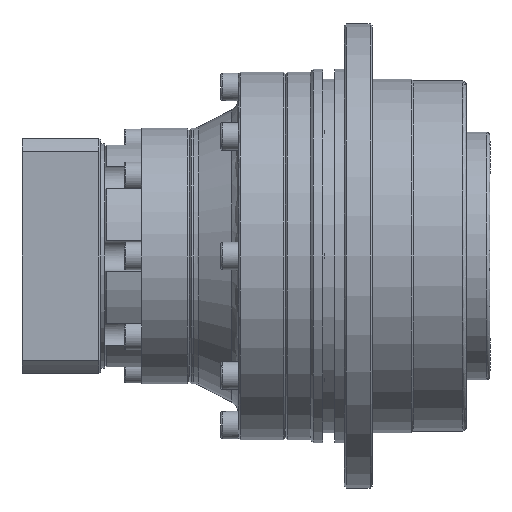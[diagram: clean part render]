
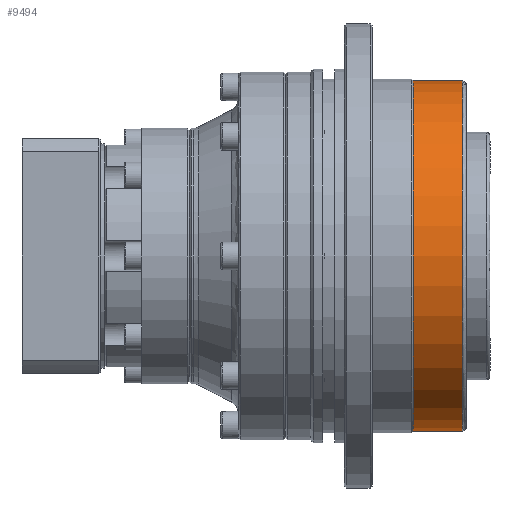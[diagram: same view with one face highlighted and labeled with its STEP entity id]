
A CAD part, front view. The second image highlights one B-rep face of the part: STEP entity #9494.
In plain terms, the highlighted cylindrical face has radius 44.5 mm (diameter 89 mm), a partial arc.
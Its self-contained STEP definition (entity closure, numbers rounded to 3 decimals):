
#2048 = VERTEX_POINT ( 'NONE', #9732 ) ;
#2051 = DIRECTION ( 'NONE',  ( 0., 0., -1. ) ) ;
#2466 = CYLINDRICAL_SURFACE ( 'NONE', #33546, 44.5 ) ;
#3080 = AXIS2_PLACEMENT_3D ( 'NONE', #33337, #16641, #36139 ) ;
#3223 = ORIENTED_EDGE ( 'NONE', *, *, #27061, .T. ) ;
#9291 = CARTESIAN_POINT ( 'NONE',  ( -57.75, 0., 44.5 ) ) ;
#9494 = ADVANCED_FACE ( 'NONE', ( #20961 ), #2466, .T. ) ;
#9732 = CARTESIAN_POINT ( 'NONE',  ( -51.5, 0., 44.5 ) ) ;
#12055 = ORIENTED_EDGE ( 'NONE', *, *, #25726, .F. ) ;
#12812 = CARTESIAN_POINT ( 'NONE',  ( -64., 0., -44.5 ) ) ;
#12980 = DIRECTION ( 'NONE',  ( 1., 0., 0. ) ) ;
#15395 = DIRECTION ( 'NONE',  ( -1., 0., 0. ) ) ;
#15523 = VERTEX_POINT ( 'NONE', #27998 ) ;
#16641 = DIRECTION ( 'NONE',  ( -1., 0., 0. ) ) ;
#16993 = ORIENTED_EDGE ( 'NONE', *, *, #25754, .T. ) ;
#19102 = VECTOR ( 'NONE', #12980, 1000. ) ;
#19617 = ORIENTED_EDGE ( 'NONE', *, *, #24599, .F. ) ;
#20813 = EDGE_LOOP ( 'NONE', ( #12055, #19617, #3223, #16993 ) ) ;
#20961 = FACE_OUTER_BOUND ( 'NONE', #20813, .T. ) ;
#24200 = LINE ( 'NONE', #9291, #31572 ) ;
#24427 = VERTEX_POINT ( 'NONE', #35313 ) ;
#24599 = EDGE_CURVE ( 'NONE', #34912, #24427, #31705, .T. ) ;
#25604 = AXIS2_PLACEMENT_3D ( 'NONE', #32159, #15395, #34959 ) ;
#25726 = EDGE_CURVE ( 'NONE', #24427, #2048, #24200, .T. ) ;
#25754 = EDGE_CURVE ( 'NONE', #15523, #2048, #28018, .T. ) ;
#26145 = DIRECTION ( 'NONE',  ( 1., 0., 0. ) ) ;
#26461 = LINE ( 'NONE', #35528, #19102 ) ;
#27061 = EDGE_CURVE ( 'NONE', #34912, #15523, #26461, .T. ) ;
#27098 = DIRECTION ( 'NONE',  ( 1., 0., 0. ) ) ;
#27998 = CARTESIAN_POINT ( 'NONE',  ( -51.5, 0., -44.5 ) ) ;
#28018 = CIRCLE ( 'NONE', #25604, 44.5 ) ;
#31572 = VECTOR ( 'NONE', #26145, 1000. ) ;
#31705 = CIRCLE ( 'NONE', #3080, 44.5 ) ;
#32159 = CARTESIAN_POINT ( 'NONE',  ( -51.5, 0., 0. ) ) ;
#33337 = CARTESIAN_POINT ( 'NONE',  ( -64., 0., 0. ) ) ;
#33546 = AXIS2_PLACEMENT_3D ( 'NONE', #35433, #27098, #2051 ) ;
#34912 = VERTEX_POINT ( 'NONE', #12812 ) ;
#34959 = DIRECTION ( 'NONE',  ( 0., 0., -1. ) ) ;
#35313 = CARTESIAN_POINT ( 'NONE',  ( -64., 0., 44.5 ) ) ;
#35433 = CARTESIAN_POINT ( 'NONE',  ( -57.75, 0., 0. ) ) ;
#35528 = CARTESIAN_POINT ( 'NONE',  ( -57.75, 0., -44.5 ) ) ;
#36139 = DIRECTION ( 'NONE',  ( 0., 1., 0. ) ) ;
